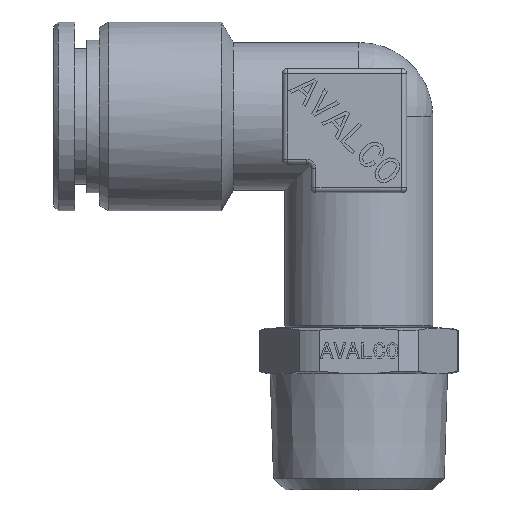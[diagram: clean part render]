
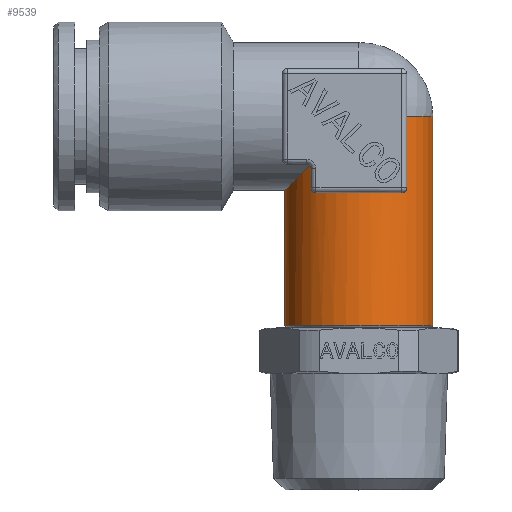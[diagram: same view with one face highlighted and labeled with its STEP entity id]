
A CAD part, top view. The second image highlights one B-rep face of the part: STEP entity #9539.
In plain terms, the highlighted cylindrical face has radius 8.912 mm (diameter 17.825 mm), a partial arc.
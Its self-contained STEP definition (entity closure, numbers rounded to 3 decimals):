
#601=CARTESIAN_POINT('Vertex',(-8.913,1.792,0.)) ;
#605=CARTESIAN_POINT('Control Point',(-5.919,4.787,6.664)) ;
#606=CARTESIAN_POINT('Control Point',(-6.237,4.469,6.382)) ;
#607=CARTESIAN_POINT('Control Point',(-6.54,4.166,6.078)) ;
#608=CARTESIAN_POINT('Control Point',(-6.827,3.878,5.753)) ;
#609=CARTESIAN_POINT('Control Point',(-7.345,3.359,5.091)) ;
#610=CARTESIAN_POINT('Control Point',(-7.787,2.917,4.364)) ;
#611=CARTESIAN_POINT('Control Point',(-7.983,2.722,3.995)) ;
#612=CARTESIAN_POINT('Control Point',(-8.323,2.383,3.254)) ;
#613=CARTESIAN_POINT('Control Point',(-8.578,2.127,2.469)) ;
#614=CARTESIAN_POINT('Control Point',(-8.681,2.023,2.075)) ;
#615=CARTESIAN_POINT('Control Point',(-8.814,1.891,1.424)) ;
#616=CARTESIAN_POINT('Control Point',(-8.886,1.82,0.768)) ;
#617=CARTESIAN_POINT('Control Point',(-8.905,1.802,0.511)) ;
#618=CARTESIAN_POINT('Control Point',(-8.914,1.793,0.255)) ;
#619=CARTESIAN_POINT('Control Point',(-8.913,1.793,0.)) ;
#620=CARTESIAN_POINT('Vertex',(-5.918,4.787,6.664)) ;
#5361=CARTESIAN_POINT('Vertex',(8.913,10.705,0.)) ;
#5517=CARTESIAN_POINT('Control Point',(-5.175,1.505,7.256)) ;
#5518=CARTESIAN_POINT('Control Point',(-5.358,1.505,7.126)) ;
#5519=CARTESIAN_POINT('Control Point',(-5.53,1.579,6.995)) ;
#5520=CARTESIAN_POINT('Control Point',(-5.674,1.705,6.874)) ;
#5521=CARTESIAN_POINT('Control Point',(-5.75,1.897,6.81)) ;
#5522=CARTESIAN_POINT('Control Point',(-5.75,2.08,6.81)) ;
#5523=CARTESIAN_POINT('Vertex',(-5.175,1.505,7.256)) ;
#5525=CARTESIAN_POINT('Vertex',(-5.75,2.08,6.81)) ;
#5560=CARTESIAN_POINT('Control Point',(5.75,2.08,6.81)) ;
#5561=CARTESIAN_POINT('Control Point',(5.75,1.897,6.81)) ;
#5562=CARTESIAN_POINT('Control Point',(5.672,1.705,6.875)) ;
#5563=CARTESIAN_POINT('Control Point',(5.533,1.58,6.993)) ;
#5564=CARTESIAN_POINT('Control Point',(5.358,1.505,7.126)) ;
#5565=CARTESIAN_POINT('Control Point',(5.175,1.505,7.256)) ;
#5566=CARTESIAN_POINT('Vertex',(5.75,2.08,6.81)) ;
#5568=CARTESIAN_POINT('Vertex',(5.175,1.505,7.256)) ;
#5635=CARTESIAN_POINT('Vertex',(5.75,10.705,6.81)) ;
#5638=CARTESIAN_POINT('Axis2P3D Location',(0.,10.705,0.)) ;
#5946=CARTESIAN_POINT('Control Point',(-5.75,4.38,6.81)) ;
#5947=CARTESIAN_POINT('Control Point',(-5.75,4.495,6.81)) ;
#5948=CARTESIAN_POINT('Control Point',(-5.781,4.611,6.783)) ;
#5949=CARTESIAN_POINT('Control Point',(-5.842,4.71,6.732)) ;
#5950=CARTESIAN_POINT('Control Point',(-5.919,4.787,6.664)) ;
#5951=CARTESIAN_POINT('Vertex',(-5.75,4.38,6.81)) ;
#5972=CARTESIAN_POINT('Line Origine',(-5.75,3.23,6.81)) ;
#6020=CARTESIAN_POINT('Axis2P3D Location',(0.,1.505,0.)) ;
#6073=CARTESIAN_POINT('Line Origine',(5.75,6.393,6.81)) ;
#9431=CARTESIAN_POINT('Line Origine',(-8.913,21.616,0.)) ;
#9435=CARTESIAN_POINT('Vertex',(-8.913,-14.495,0.)) ;
#9438=CARTESIAN_POINT('Line Origine',(8.913,21.616,0.)) ;
#9442=CARTESIAN_POINT('Vertex',(8.913,-14.495,0.)) ;
#9516=CARTESIAN_POINT('Axis2P3D Location',(0.,21.616,0.)) ;
#9521=CARTESIAN_POINT('Axis2P3D Location',(0.,-14.495,0.)) ;
#5639=DIRECTION('Axis2P3D Direction',(0.,1.,0.)) ;
#5973=DIRECTION('Vector Direction',(0.,-1.,0.)) ;
#6021=DIRECTION('Axis2P3D Direction',(0.,-1.,0.)) ;
#6074=DIRECTION('Vector Direction',(0.,-1.,0.)) ;
#9432=DIRECTION('Vector Direction',(0.,-1.,0.)) ;
#9439=DIRECTION('Vector Direction',(0.,-1.,0.)) ;
#9517=DIRECTION('Axis2P3D Direction',(0.,-1.,0.)) ;
#9518=DIRECTION('Axis2P3D XDirection',(1.,-0.,0.)) ;
#9522=DIRECTION('Axis2P3D Direction',(0.,-1.,0.)) ;
#5640=AXIS2_PLACEMENT_3D('Circle Axis2P3D',#5638,#5639,$) ;
#6022=AXIS2_PLACEMENT_3D('Circle Axis2P3D',#6020,#6021,$) ;
#9519=AXIS2_PLACEMENT_3D('Cylinder Axis2P3D',#9516,#9517,#9518) ;
#9523=AXIS2_PLACEMENT_3D('Circle Axis2P3D',#9521,#9522,$) ;
#9527=ORIENTED_EDGE('',*,*,#9444,.T.) ;
#9528=ORIENTED_EDGE('',*,*,#5642,.F.) ;
#9529=ORIENTED_EDGE('',*,*,#6077,.T.) ;
#9530=ORIENTED_EDGE('',*,*,#5570,.T.) ;
#9531=ORIENTED_EDGE('',*,*,#6024,.T.) ;
#9532=ORIENTED_EDGE('',*,*,#5527,.T.) ;
#9533=ORIENTED_EDGE('',*,*,#5976,.F.) ;
#9534=ORIENTED_EDGE('',*,*,#5953,.T.) ;
#9535=ORIENTED_EDGE('',*,*,#622,.T.) ;
#9536=ORIENTED_EDGE('',*,*,#9437,.F.) ;
#9537=ORIENTED_EDGE('',*,*,#9525,.T.) ;
#5974=VECTOR('Line Direction',#5973,1.) ;
#6075=VECTOR('Line Direction',#6074,1.) ;
#9433=VECTOR('Line Direction',#9432,1.) ;
#9440=VECTOR('Line Direction',#9439,1.) ;
#9539=ADVANCED_FACE('PR505B-14R12',(#9538),#9520,.T.) ;
#604=B_SPLINE_CURVE_WITH_KNOTS('',5,(#605,#606,#607,#608,#609,#610,#611,#612,#613,#614,#615,#616,#617,#618,#619),.UNSPECIFIED.,.F.,.U.,(6,3,3,3,6),(0.,3.436,6.651,9.712,11.678),.UNSPECIFIED.) ;
#5516=B_SPLINE_CURVE_WITH_KNOTS('',5,(#5517,#5518,#5519,#5520,#5521,#5522),.UNSPECIFIED.,.F.,.U.,(6,6),(0.,1.451),.UNSPECIFIED.) ;
#5559=B_SPLINE_CURVE_WITH_KNOTS('',5,(#5560,#5561,#5562,#5563,#5564,#5565),.UNSPECIFIED.,.F.,.U.,(6,6),(0.,1.451),.UNSPECIFIED.) ;
#5945=B_SPLINE_CURVE_WITH_KNOTS('',4,(#5946,#5947,#5948,#5949,#5950),.UNSPECIFIED.,.F.,.U.,(5,5),(0.,0.683),.UNSPECIFIED.) ;
#5641=CIRCLE('generated circle',#5640,8.913) ;
#6023=CIRCLE('generated circle',#6022,8.913) ;
#9524=CIRCLE('generated circle',#9523,8.913) ;
#9520=CYLINDRICAL_SURFACE('generated cylinder',#9519,8.913) ;
#622=EDGE_CURVE('',#621,#602,#604,.T.) ;
#5527=EDGE_CURVE('',#5524,#5526,#5516,.T.) ;
#5570=EDGE_CURVE('',#5567,#5569,#5559,.T.) ;
#5642=EDGE_CURVE('',#5636,#5362,#5641,.T.) ;
#5953=EDGE_CURVE('',#5952,#621,#5945,.T.) ;
#5976=EDGE_CURVE('',#5952,#5526,#5975,.T.) ;
#6024=EDGE_CURVE('',#5569,#5524,#6023,.T.) ;
#6077=EDGE_CURVE('',#5636,#5567,#6076,.T.) ;
#9437=EDGE_CURVE('',#9436,#602,#9434,.F.) ;
#9444=EDGE_CURVE('',#9443,#5362,#9441,.F.) ;
#9525=EDGE_CURVE('',#9436,#9443,#9524,.F.) ;
#9526=EDGE_LOOP('',(#9527,#9528,#9529,#9530,#9531,#9532,#9533,#9534,#9535,#9536,#9537)) ;
#9538=FACE_OUTER_BOUND('',#9526,.T.) ;
#5975=LINE('Line',#5972,#5974) ;
#6076=LINE('Line',#6073,#6075) ;
#9434=LINE('Line',#9431,#9433) ;
#9441=LINE('Line',#9438,#9440) ;
#602=VERTEX_POINT('',#601) ;
#621=VERTEX_POINT('',#620) ;
#5362=VERTEX_POINT('',#5361) ;
#5524=VERTEX_POINT('',#5523) ;
#5526=VERTEX_POINT('',#5525) ;
#5567=VERTEX_POINT('',#5566) ;
#5569=VERTEX_POINT('',#5568) ;
#5636=VERTEX_POINT('',#5635) ;
#5952=VERTEX_POINT('',#5951) ;
#9436=VERTEX_POINT('',#9435) ;
#9443=VERTEX_POINT('',#9442) ;
